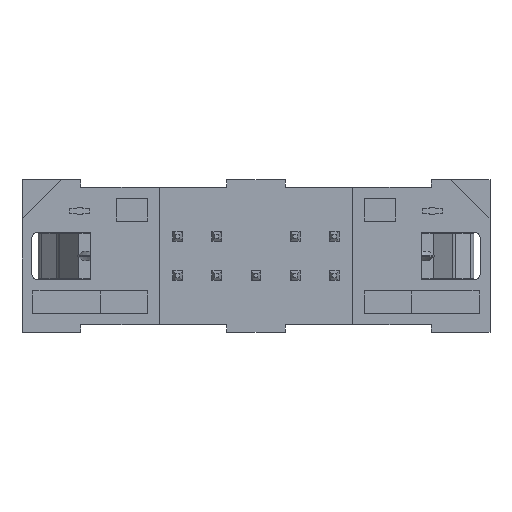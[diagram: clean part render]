
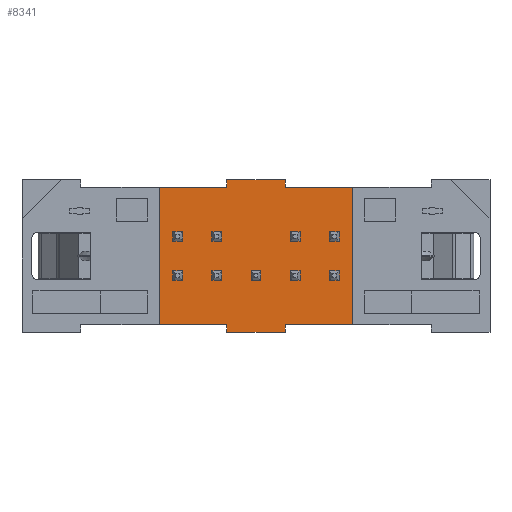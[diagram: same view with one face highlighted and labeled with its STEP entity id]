
A CAD part, front view. The second image highlights one B-rep face of the part: STEP entity #8341.
In plain terms, the highlighted planar face has unit normal (0, -1, 0).
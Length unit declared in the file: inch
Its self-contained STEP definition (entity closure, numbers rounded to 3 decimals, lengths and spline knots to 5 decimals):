
#890=ORIENTED_EDGE('',*,*,#3159,.T.);
#891=ORIENTED_EDGE('',*,*,#3160,.T.);
#892=ORIENTED_EDGE('',*,*,#3161,.T.);
#893=ORIENTED_EDGE('',*,*,#3121,.T.);
#894=ORIENTED_EDGE('',*,*,#3162,.T.);
#895=ORIENTED_EDGE('',*,*,#3163,.T.);
#896=ORIENTED_EDGE('',*,*,#3164,.F.);
#897=ORIENTED_EDGE('',*,*,#3055,.T.);
#898=ORIENTED_EDGE('',*,*,#3063,.T.);
#899=ORIENTED_EDGE('',*,*,#3025,.F.);
#900=ORIENTED_EDGE('',*,*,#3027,.T.);
#901=ORIENTED_EDGE('',*,*,#3043,.T.);
#3025=EDGE_CURVE('',#4219,#4218,#5011,.T.);
#3027=EDGE_CURVE('',#4219,#4220,#5013,.T.);
#3043=EDGE_CURVE('',#4220,#4231,#5025,.T.);
#3055=EDGE_CURVE('',#4241,#4240,#5034,.T.);
#3063=EDGE_CURVE('',#4240,#4218,#5041,.T.);
#3121=EDGE_CURVE('',#4271,#4270,#5099,.T.);
#3159=EDGE_CURVE('',#4231,#4288,#5129,.T.);
#3160=EDGE_CURVE('',#4288,#4289,#5130,.T.);
#3161=EDGE_CURVE('',#4289,#4271,#5131,.T.);
#3162=EDGE_CURVE('',#4270,#4290,#5132,.T.);
#3163=EDGE_CURVE('',#4290,#4291,#5133,.T.);
#3164=EDGE_CURVE('',#4241,#4291,#5134,.T.);
#4218=VERTEX_POINT('',#12203);
#4219=VERTEX_POINT('',#12205);
#4220=VERTEX_POINT('',#12209);
#4231=VERTEX_POINT('',#12237);
#4240=VERTEX_POINT('',#12259);
#4241=VERTEX_POINT('',#12261);
#4270=VERTEX_POINT('',#12389);
#4271=VERTEX_POINT('',#12391);
#4288=VERTEX_POINT('',#12461);
#4289=VERTEX_POINT('',#12465);
#4290=VERTEX_POINT('',#12468);
#4291=VERTEX_POINT('',#12470);
#5011=LINE('',#12206,#6097);
#5013=LINE('',#12210,#6099);
#5025=LINE('',#12238,#6111);
#5034=LINE('',#12260,#6120);
#5041=LINE('',#12272,#6127);
#5099=LINE('',#12390,#6185);
#5129=LINE('',#12462,#6215);
#5130=LINE('',#12464,#6216);
#5131=LINE('',#12466,#6217);
#5132=LINE('',#12467,#6218);
#5133=LINE('',#12469,#6219);
#5134=LINE('',#12471,#6220);
#6097=VECTOR('',#9752,39.37008);
#6099=VECTOR('',#9756,39.37008);
#6111=VECTOR('',#9778,39.37008);
#6120=VECTOR('',#9795,39.37008);
#6127=VECTOR('',#9806,39.37008);
#6185=VECTOR('',#9930,39.37008);
#6215=VECTOR('',#10008,39.37008);
#6216=VECTOR('',#10011,39.37008);
#6217=VECTOR('',#10012,39.37008);
#6218=VECTOR('',#10013,39.37008);
#6219=VECTOR('',#10014,39.37008);
#6220=VECTOR('',#10015,39.37008);
#7030=EDGE_LOOP('',(#890,#891,#892,#893,#894,#895,#896,#897,#898,#899,#900,
#901));
#7500=FACE_BOUND('',#7030,.T.);
#7940=PLANE('',#8902);
#8341=ADVANCED_FACE('',(#7500),#7940,.F.);
#8902=AXIS2_PLACEMENT_3D('',#12463,#10009,#10010);
#9752=DIRECTION('',(1.,0.,0.));
#9756=DIRECTION('',(0.,0.,-1.));
#9778=DIRECTION('',(-1.,0.,0.));
#9795=DIRECTION('',(-1.,0.,0.));
#9806=DIRECTION('',(0.,0.,1.));
#9930=DIRECTION('',(1.,0.,0.));
#10008=DIRECTION('',(0.,0.,-1.));
#10009=DIRECTION('',(0.,1.,0.));
#10010=DIRECTION('',(-1.,0.,0.));
#10011=DIRECTION('',(1.,0.,0.));
#10012=DIRECTION('',(0.,0.,-1.));
#10013=DIRECTION('',(0.,0.,1.));
#10014=DIRECTION('',(1.,0.,0.));
#10015=DIRECTION('',(0.,0.,-1.));
#12203=CARTESIAN_POINT('',(0.075,0.02,0.195));
#12205=CARTESIAN_POINT('',(-0.075,0.02,0.195));
#12206=CARTESIAN_POINT('',(-0.247,0.02,0.195));
#12209=CARTESIAN_POINT('',(-0.075,0.02,0.175));
#12210=CARTESIAN_POINT('',(-0.075,0.02,0.195));
#12237=CARTESIAN_POINT('',(-0.247,0.02,0.175));
#12238=CARTESIAN_POINT('',(-0.247,0.02,0.175));
#12259=CARTESIAN_POINT('',(0.075,0.02,0.175));
#12260=CARTESIAN_POINT('',(-0.247,0.02,0.175));
#12261=CARTESIAN_POINT('',(0.247,0.02,0.175));
#12272=CARTESIAN_POINT('',(0.075,0.02,0.195));
#12389=CARTESIAN_POINT('',(0.075,0.02,-0.195));
#12390=CARTESIAN_POINT('',(-0.247,0.02,-0.195));
#12391=CARTESIAN_POINT('',(-0.075,0.02,-0.195));
#12461=CARTESIAN_POINT('',(-0.247,0.02,-0.175));
#12462=CARTESIAN_POINT('',(-0.247,0.02,0.195));
#12463=CARTESIAN_POINT('',(-0.247,0.02,0.195));
#12464=CARTESIAN_POINT('',(-0.247,0.02,-0.175));
#12465=CARTESIAN_POINT('',(-0.075,0.02,-0.175));
#12466=CARTESIAN_POINT('',(-0.075,0.02,0.195));
#12467=CARTESIAN_POINT('',(0.075,0.02,0.195));
#12468=CARTESIAN_POINT('',(0.075,0.02,-0.175));
#12469=CARTESIAN_POINT('',(-0.247,0.02,-0.175));
#12470=CARTESIAN_POINT('',(0.247,0.02,-0.175));
#12471=CARTESIAN_POINT('',(0.247,0.02,0.195));
